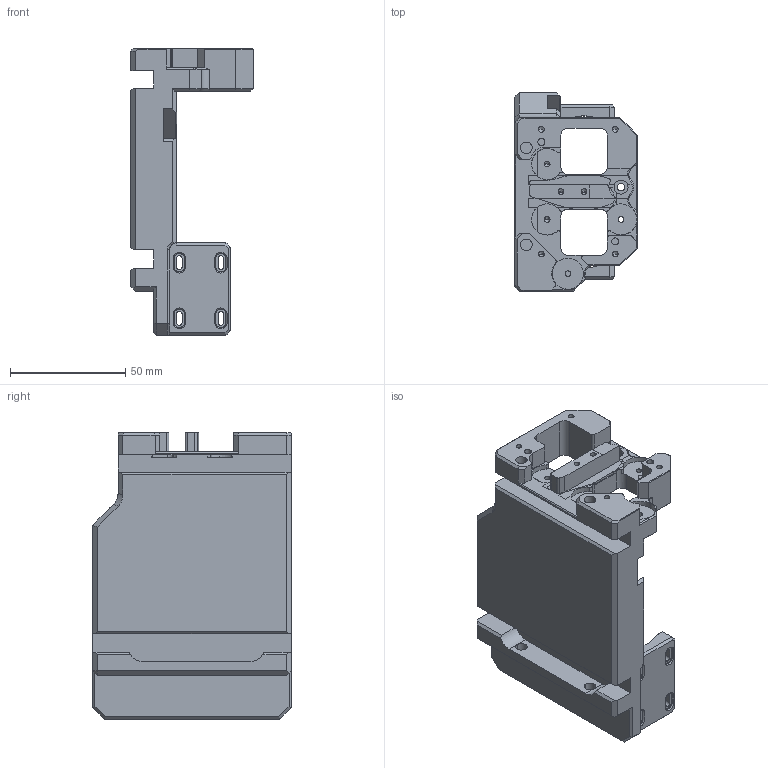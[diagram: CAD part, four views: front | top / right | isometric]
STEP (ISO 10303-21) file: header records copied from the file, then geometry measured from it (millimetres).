
FILE_DESCRIPTION(('FreeCAD Model'),'2;1');
FILE_NAME('ATUM_Camera_Block_Mod_V1.step', '2023-07-06T18:02:49',('Author'),(''), 'Open CASCADE STEP processor 6.8','FreeCAD','Unknown');
FILE_SCHEMA(('AUTOMOTIVE_DESIGN_CC2 { 1 2 10303 214 -1 1 5 4 }'));
Length unit declared in the file: millimetre
Products named in the file (2): ASSEMBLY; Cut002
Assembly tree (1 placements, depth 2):
  ASSEMBLY
    Cut002
Bounding box: 53 x 86 x 124 mm (x, y, z)
Volume: 178567.9 mm3; surface area: 43990.2 mm2
Topology: 1 solids, 1 shells, 479 faces, 1328 edges, 833 vertices
Faces by surface type: plane 267, cylinder 153, cone 59
Entity records: 37737 total; most frequent: CARTESIAN_POINT 8312, DIRECTION 4943, LINE 3052, VECTOR 3052, ORIENTED_EDGE 2616, PCURVE 2616, DEFINITIONAL_REPRESENTATION 2616, EDGE_CURVE 1308
